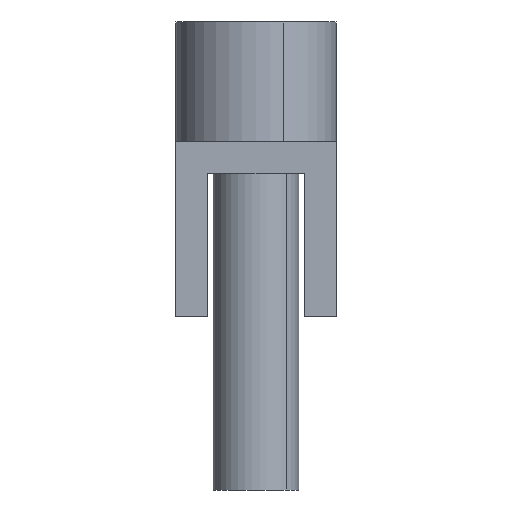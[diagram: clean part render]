
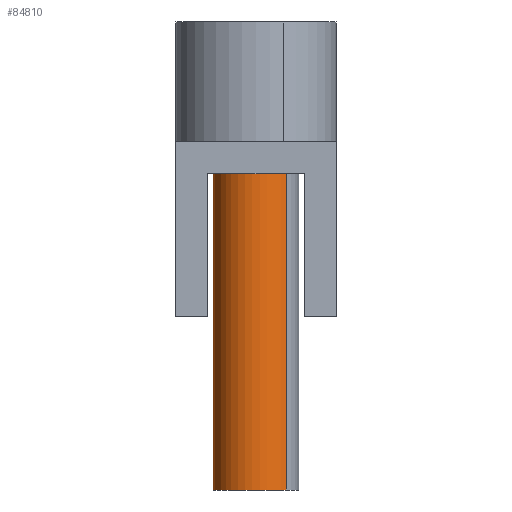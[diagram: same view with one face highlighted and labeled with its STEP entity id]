
A CAD part, left-side view. The second image highlights one B-rep face of the part: STEP entity #84810.
In plain terms, the highlighted cylindrical face has radius 2 mm (diameter 4 mm), a partial arc.
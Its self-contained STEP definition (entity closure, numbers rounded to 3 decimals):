
#4620=CARTESIAN_POINT('',(8.701,41.954,
2.5));
#4630=DIRECTION('',(0.,1.,0.));
#4640=DIRECTION('',(0.707,0.,
0.707));
#4650=AXIS2_PLACEMENT_3D('',#4620,#4630,#4640);
#4660=CIRCLE('',#4650,2.);
#4670=CARTESIAN_POINT('',(10.116,41.954,
3.914));
#4680=VERTEX_POINT('',#4670);
#4690=CARTESIAN_POINT('',(7.287,41.954,
1.086));
#4700=VERTEX_POINT('',#4690);
#4710=EDGE_CURVE('',#4680,#4700,#4660,.T.);
#13260=CARTESIAN_POINT('',(7.287,40.454,
1.086));
#13270=DIRECTION('',(0.,1.,0.));
#13280=VECTOR('',#13270,1.);
#13290=LINE('',#13260,#13280);
#13300=CARTESIAN_POINT('',(7.287,56.754,
1.086));
#13310=VERTEX_POINT('',#13300);
#13320=EDGE_CURVE('',#4700,#13310,#13290,.T.);
#13340=CARTESIAN_POINT('',(8.701,56.754,
2.5));
#13350=DIRECTION('',(0.,1.,0.));
#13360=DIRECTION('',(0.707,0.,
0.707));
#13370=AXIS2_PLACEMENT_3D('',#13340,#13350,#13360);
#13380=CIRCLE('',#13370,2.);
#13390=CARTESIAN_POINT('',(10.116,56.754,
3.914));
#13400=VERTEX_POINT('',#13390);
#13430=CARTESIAN_POINT('',(10.116,40.454,
3.914));
#13440=DIRECTION('',(0.,1.,0.));
#13450=VECTOR('',#13440,1.);
#13460=LINE('',#13430,#13450);
#13470=EDGE_CURVE('',#4680,#13400,#13460,.T.);
#13910=EDGE_CURVE('',#13400,#13310,#13380,.T.);
#84700=CARTESIAN_POINT('',(8.701,40.454,
2.5));
#84710=DIRECTION('',(0.,1.,0.));
#84720=DIRECTION('',(0.707,0.,
0.707));
#84730=AXIS2_PLACEMENT_3D('',#84700,#84710,#84720);
#84740=CYLINDRICAL_SURFACE('',#84730,2.);
#84750=ORIENTED_EDGE('',*,*,#13910,.F.);
#84760=ORIENTED_EDGE('',*,*,#13320,.T.);
#84770=ORIENTED_EDGE('',*,*,#4710,.T.);
#84780=ORIENTED_EDGE('',*,*,#13470,.F.);
#84790=EDGE_LOOP('',(#84780,#84770,#84760,#84750));
#84800=FACE_OUTER_BOUND('',#84790,.T.);
#84810=ADVANCED_FACE('',(#84800),#84740,.T.);
